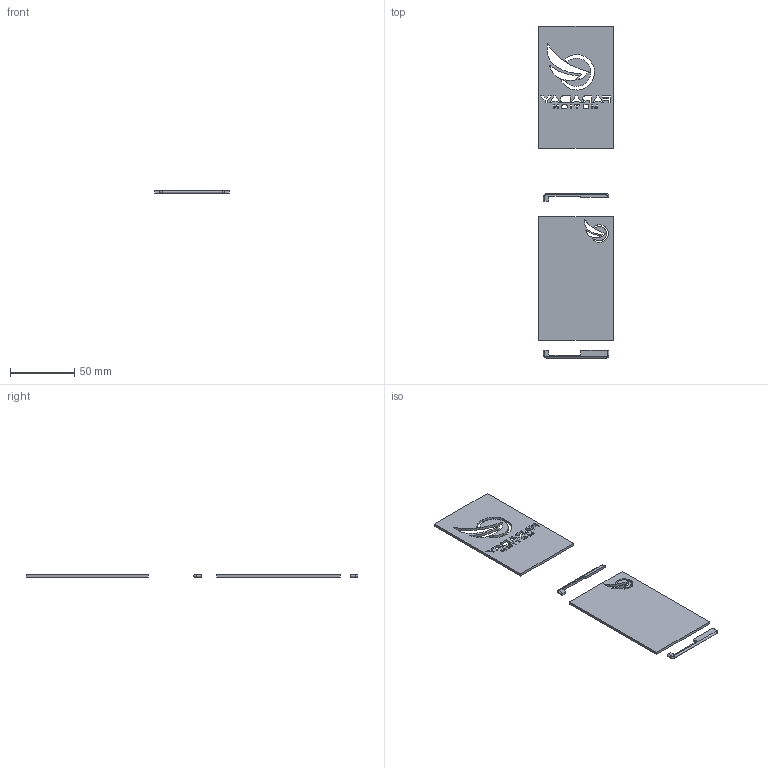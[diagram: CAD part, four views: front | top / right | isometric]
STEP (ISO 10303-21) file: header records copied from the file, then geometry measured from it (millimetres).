
FILE_DESCRIPTION(/* description */ (''),/* implementation_level */ '2;1');
FILE_NAME(/* name */ 'Faraday R2 cover - Iphone5.stp',/* time_stamp */ '2015-10-21T01:34:07+02:00',/* author */ (''),/* organization */ (''),/* preprocessor_version */ 'ST-DEVELOPER v15.2',/* originating_system */ 'Autodesk Translator Framework v2.0.0.5431',/* authorisation */ '');
FILE_SCHEMA (('AUTOMOTIVE_DESIGN { 1 0 10303 214 3 1 1 }'));
Length unit declared in the file: centimetre
Products named in the file (1): Faraday R2 cover - Iphone5
Bounding box: 58.4 x 259.05 x 2 mm (x, y, z)
Volume: 21384.5 mm3; surface area: 24415.4 mm2
Topology: 4 solids, 4 shells, 207 faces, 597 edges, 398 vertices
Faces by surface type: bspline 163, plane 34, cylinder 10
Entity records: 7712 total; most frequent: CARTESIAN_POINT 3410, ORIENTED_EDGE 1194, EDGE_CURVE 597, VERTEX_POINT 398, DIRECTION 393, B_SPLINE_CURVE_WITH_KNOTS 322, LINE 247, VECTOR 247
